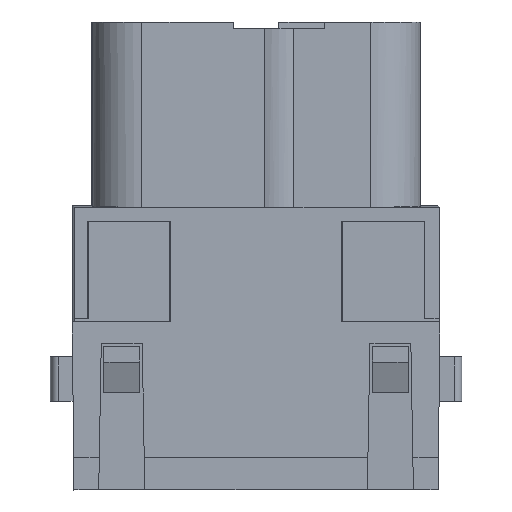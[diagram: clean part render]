
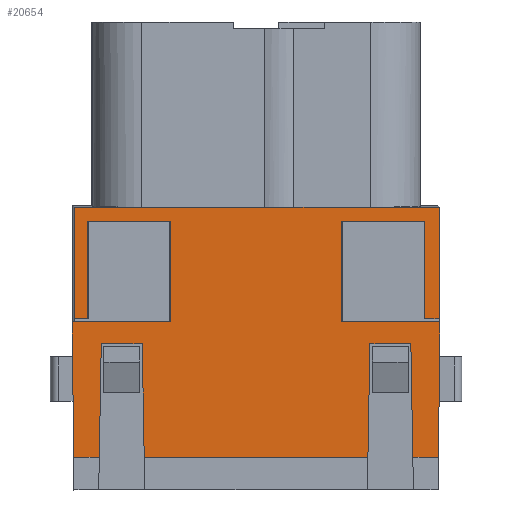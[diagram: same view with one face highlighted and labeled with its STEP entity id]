
A CAD part, left-side view. The second image highlights one B-rep face of the part: STEP entity #20654.
In plain terms, the highlighted face is planar.
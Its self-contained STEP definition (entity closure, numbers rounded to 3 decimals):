
#673=PLANE('',#21874);
#1489=VECTOR('',#22784,1.);
#1580=VECTOR('',#23010,1.);
#1629=VECTOR('',#23113,1.);
#1655=VECTOR('',#23161,1.);
#1666=VECTOR('',#23190,1.);
#1934=VECTOR('',#23517,1.);
#1940=VECTOR('',#23524,1.);
#1949=VECTOR('',#23545,1.);
#1952=VECTOR('',#23566,1.);
#1970=VECTOR('',#23602,1.);
#2009=VECTOR('',#23681,1.);
#2025=VECTOR('',#23716,1.);
#2026=VECTOR('',#23722,1.);
#2030=VECTOR('',#23727,1.);
#2048=VECTOR('',#23757,1.);
#2067=VECTOR('',#23792,1.);
#2081=VECTOR('',#23818,1.);
#2093=VECTOR('',#23833,1.);
#2106=VECTOR('',#23860,1.);
#2115=VECTOR('',#23874,1.);
#2170=VECTOR('',#23972,1.);
#2171=VECTOR('',#23973,1.);
#2172=VECTOR('',#23974,1.);
#2173=VECTOR('',#23975,1.);
#2174=VECTOR('',#23976,1.);
#4120=LINE('',#26915,#1489);
#4211=LINE('',#27316,#1580);
#4260=LINE('',#27455,#1629);
#4286=LINE('',#27518,#1655);
#4297=LINE('',#27556,#1666);
#4565=LINE('',#28131,#1934);
#4571=LINE('',#28144,#1940);
#4580=LINE('',#28168,#1949);
#4583=LINE('',#28199,#1952);
#4601=LINE('',#28251,#1970);
#4640=LINE('',#28357,#2009);
#4656=LINE('',#28410,#2025);
#4657=LINE('',#28414,#2026);
#4661=LINE('',#28423,#2030);
#4679=LINE('',#28500,#2048);
#4698=LINE('',#28570,#2067);
#4712=LINE('',#28630,#2081);
#4724=LINE('',#28677,#2093);
#4737=LINE('',#28721,#2106);
#4746=LINE('',#28761,#2115);
#4801=LINE('',#29086,#2170);
#4802=LINE('',#29087,#2171);
#4803=LINE('',#29089,#2172);
#4804=LINE('',#29090,#2173);
#4805=LINE('',#29091,#2174);
#6746=VERTEX_POINT('',#26901);
#6753=VERTEX_POINT('',#26914);
#6897=VERTEX_POINT('',#27315);
#6898=VERTEX_POINT('',#27317);
#6945=VERTEX_POINT('',#27449);
#6948=VERTEX_POINT('',#27454);
#6967=VERTEX_POINT('',#27508);
#6971=VERTEX_POINT('',#27517);
#6986=VERTEX_POINT('',#27554);
#6988=VERTEX_POINT('',#27557);
#7259=VERTEX_POINT('',#28132);
#7260=VERTEX_POINT('',#28133);
#7264=VERTEX_POINT('',#28143);
#7271=VERTEX_POINT('',#28167);
#7294=VERTEX_POINT('',#28250);
#7295=VERTEX_POINT('',#28252);
#7321=VERTEX_POINT('',#28356);
#7322=VERTEX_POINT('',#28358);
#7335=VERTEX_POINT('',#28407);
#7336=VERTEX_POINT('',#28409);
#7337=VERTEX_POINT('',#28415);
#7338=VERTEX_POINT('',#28416);
#7365=VERTEX_POINT('',#28499);
#7388=VERTEX_POINT('',#28571);
#7522=VERTEX_POINT('',#29088);
#8949=EDGE_CURVE('',#6753,#6746,#4120,.T.);
#9101=EDGE_CURVE('',#6898,#6897,#4211,.F.);
#9167=EDGE_CURVE('',#6945,#6948,#4260,.T.);
#9198=EDGE_CURVE('',#6967,#6971,#4286,.T.);
#9215=EDGE_CURVE('',#6988,#6986,#4297,.F.);
#9507=EDGE_CURVE('',#7259,#7260,#4565,.T.);
#9513=EDGE_CURVE('',#6753,#7264,#4571,.F.);
#9525=EDGE_CURVE('',#7271,#6971,#4580,.T.);
#9537=EDGE_CURVE('',#6898,#7264,#4583,.F.);
#9562=EDGE_CURVE('',#7295,#7294,#4601,.F.);
#9610=EDGE_CURVE('',#7322,#7321,#4640,.F.);
#9632=EDGE_CURVE('',#7336,#7335,#4656,.F.);
#9634=EDGE_CURVE('',#7337,#7338,#4657,.F.);
#9638=EDGE_CURVE('',#7271,#7335,#4661,.F.);
#9666=EDGE_CURVE('',#6897,#7365,#4679,.F.);
#9694=EDGE_CURVE('',#7336,#7388,#4698,.F.);
#9717=EDGE_CURVE('',#7338,#7259,#4712,.T.);
#9735=EDGE_CURVE('',#7294,#6746,#4724,.F.);
#9755=EDGE_CURVE('',#7388,#7295,#4737,.F.);
#9769=EDGE_CURVE('',#6988,#7260,#4746,.T.);
#9875=EDGE_CURVE('',#6967,#6986,#4801,.F.);
#9876=EDGE_CURVE('',#7365,#7522,#4802,.F.);
#9877=EDGE_CURVE('',#7322,#7522,#4803,.F.);
#9878=EDGE_CURVE('',#6945,#7321,#4804,.F.);
#9879=EDGE_CURVE('',#6948,#7337,#4805,.F.);
#13244=ORIENTED_EDGE('',*,*,#9634,.T.);
#13245=ORIENTED_EDGE('',*,*,#9717,.T.);
#13246=ORIENTED_EDGE('',*,*,#9507,.T.);
#13247=ORIENTED_EDGE('',*,*,#9769,.F.);
#13248=ORIENTED_EDGE('',*,*,#9215,.T.);
#13249=ORIENTED_EDGE('',*,*,#9875,.F.);
#13250=ORIENTED_EDGE('',*,*,#9198,.T.);
#13251=ORIENTED_EDGE('',*,*,#9525,.F.);
#13252=ORIENTED_EDGE('',*,*,#9638,.T.);
#13253=ORIENTED_EDGE('',*,*,#9632,.F.);
#13254=ORIENTED_EDGE('',*,*,#9694,.T.);
#13255=ORIENTED_EDGE('',*,*,#9755,.T.);
#13256=ORIENTED_EDGE('',*,*,#9562,.T.);
#13257=ORIENTED_EDGE('',*,*,#9735,.T.);
#13258=ORIENTED_EDGE('',*,*,#8949,.F.);
#13259=ORIENTED_EDGE('',*,*,#9513,.T.);
#13260=ORIENTED_EDGE('',*,*,#9537,.F.);
#13261=ORIENTED_EDGE('',*,*,#9101,.T.);
#13262=ORIENTED_EDGE('',*,*,#9666,.T.);
#13263=ORIENTED_EDGE('',*,*,#9876,.T.);
#13264=ORIENTED_EDGE('',*,*,#9877,.F.);
#13265=ORIENTED_EDGE('',*,*,#9610,.T.);
#13266=ORIENTED_EDGE('',*,*,#9878,.F.);
#13267=ORIENTED_EDGE('',*,*,#9167,.T.);
#13268=ORIENTED_EDGE('',*,*,#9879,.T.);
#18398=EDGE_LOOP('',(#13244,#13245,#13246,#13247,#13248,#13249,#13250,#13251,
#13252,#13253,#13254,#13255,#13256,#13257,#13258,#13259,#13260,#13261,#13262,
#13263,#13264,#13265,#13266,#13267,#13268));
#19539=FACE_BOUND('',#18398,.T.);
#20654=ADVANCED_FACE('',(#19539),#673,.T.);
#21874=AXIS2_PLACEMENT_3D('',#29085,#23971,$);
#22784=DIRECTION('',(0.,-1.,0.));
#23010=DIRECTION('',(0.,0.,-1.));
#23113=DIRECTION('',(0.,0.,1.));
#23161=DIRECTION('',(0.,0.,-1.));
#23190=DIRECTION('',(0.,0.,-1.));
#23517=DIRECTION('',(0.,0.,1.));
#23524=DIRECTION('',(0.,0.,-1.));
#23545=DIRECTION('',(0.,1.,0.));
#23566=DIRECTION('',(0.,-1.,0.));
#23602=DIRECTION('',(0.,0.,1.));
#23681=DIRECTION('',(0.,0.,-1.));
#23716=DIRECTION('',(0.,1.,0.));
#23722=DIRECTION('',(0.,0.,-1.));
#23727=DIRECTION('',(0.,0.,-1.));
#23757=DIRECTION('',(0.,-1.,0.));
#23792=DIRECTION('',(0.,0.,-1.));
#23818=DIRECTION('',(0.,-1.,0.017));
#23833=DIRECTION('',(0.,0.,1.));
#23860=DIRECTION('',(0.,1.,0.));
#23874=DIRECTION('',(0.,-1.,-0.017));
#23971=DIRECTION('',(1.,0.,0.));
#23972=DIRECTION('',(0.,-1.,0.009));
#23973=DIRECTION('',(0.,0.,1.));
#23974=DIRECTION('',(0.,1.,0.009));
#23975=DIRECTION('',(0.,-1.,0.017));
#23976=DIRECTION('',(0.,-1.,-0.017));
#26901=CARTESIAN_POINT('',(6.846,-1.69,-13.671));
#26914=CARTESIAN_POINT('',(6.846,7.575,-13.671));
#26915=CARTESIAN_POINT('',(6.846,-0.354,-13.671));
#27315=CARTESIAN_POINT('',(6.846,-0.525,-5.714));
#27316=CARTESIAN_POINT('',(6.846,-0.525,1.958));
#27317=CARTESIAN_POINT('',(6.846,-0.525,-12.556));
#27449=CARTESIAN_POINT('',(6.846,9.646,-11.435));
#27454=CARTESIAN_POINT('',(6.846,9.646,-8.035));
#27455=CARTESIAN_POINT('',(6.846,9.646,3.64));
#27508=CARTESIAN_POINT('',(6.846,7.846,16.663));
#27517=CARTESIAN_POINT('',(6.846,7.846,8.544));
#27518=CARTESIAN_POINT('',(6.846,7.846,6.165));
#27554=CARTESIAN_POINT('',(6.846,19.096,16.565));
#27556=CARTESIAN_POINT('',(6.846,19.096,4.64));
#27557=CARTESIAN_POINT('',(6.846,19.096,14.43));
#28131=CARTESIAN_POINT('',(6.846,9.646,3.64));
#28132=CARTESIAN_POINT('',(6.846,9.646,10.865));
#28133=CARTESIAN_POINT('',(6.846,9.646,14.265));
#28143=CARTESIAN_POINT('',(6.846,7.575,-12.556));
#28144=CARTESIAN_POINT('',(6.846,7.575,1.958));
#28167=CARTESIAN_POINT('',(6.846,-0.525,8.544));
#28168=CARTESIAN_POINT('',(6.846,-9.654,8.544));
#28199=CARTESIAN_POINT('',(6.846,4.48,-12.556));
#28250=CARTESIAN_POINT('',(6.846,-1.69,3.315));
#28251=CARTESIAN_POINT('',(6.846,-1.69,1.415));
#28252=CARTESIAN_POINT('',(6.846,-1.69,16.629));
#28356=CARTESIAN_POINT('',(6.846,19.096,-11.6));
#28357=CARTESIAN_POINT('',(6.846,19.096,4.64));
#28358=CARTESIAN_POINT('',(6.846,19.096,-13.735));
#28407=CARTESIAN_POINT('',(6.846,-0.525,15.386));
#28409=CARTESIAN_POINT('',(6.846,7.575,15.386));
#28410=CARTESIAN_POINT('',(6.846,4.48,15.386));
#28414=CARTESIAN_POINT('',(6.846,19.096,4.64));
#28415=CARTESIAN_POINT('',(6.846,19.096,-7.87));
#28416=CARTESIAN_POINT('',(6.846,19.096,10.7));
#28423=CARTESIAN_POINT('',(6.846,-0.525,1.958));
#28499=CARTESIAN_POINT('',(6.846,7.846,-5.714));
#28500=CARTESIAN_POINT('',(6.846,-9.654,-5.714));
#28570=CARTESIAN_POINT('',(6.846,7.575,1.958));
#28571=CARTESIAN_POINT('',(6.846,7.575,16.629));
#28630=CARTESIAN_POINT('',(6.846,4.73,10.951));
#28677=CARTESIAN_POINT('',(6.846,-1.69,1.415));
#28721=CARTESIAN_POINT('',(6.846,-0.354,16.629));
#28761=CARTESIAN_POINT('',(6.846,4.535,14.176));
#29085=CARTESIAN_POINT('',(6.846,-0.354,1.415));
#29086=CARTESIAN_POINT('',(6.846,9.438,16.649));
#29087=CARTESIAN_POINT('',(6.846,7.846,6.165));
#29088=CARTESIAN_POINT('',(6.846,7.846,-13.833));
#29089=CARTESIAN_POINT('',(6.846,9.438,-13.819));
#29090=CARTESIAN_POINT('',(6.846,4.535,-11.346));
#29091=CARTESIAN_POINT('',(6.846,4.73,-8.121));
